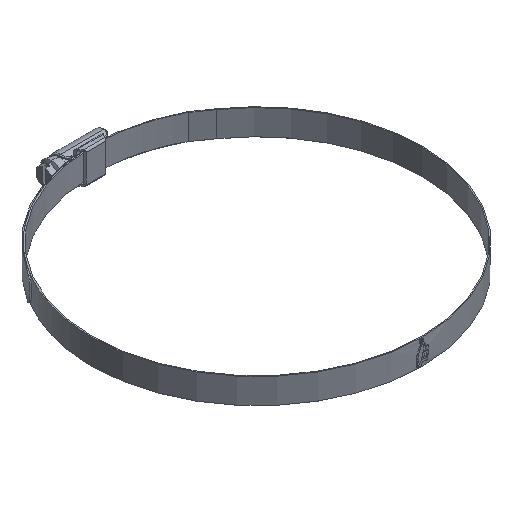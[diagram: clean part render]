
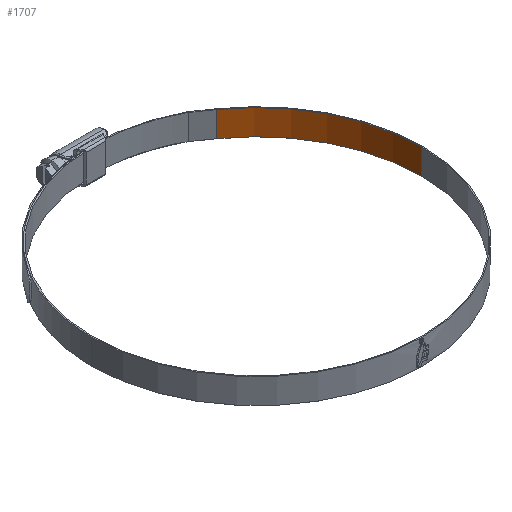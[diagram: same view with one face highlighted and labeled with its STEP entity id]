
A CAD part, isometric view. The second image highlights one B-rep face of the part: STEP entity #1707.
In plain terms, the highlighted cylindrical face has radius 82.5 mm (diameter 165 mm), a partial arc.
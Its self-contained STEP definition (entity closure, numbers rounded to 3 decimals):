
#33 = VECTOR ( 'NONE', #3102, 1000. ) ;
#97 = ORIENTED_EDGE ( 'NONE', *, *, #5111, .T. ) ;
#105 = CARTESIAN_POINT ( 'NONE',  ( 82.5, 0., 6.35 ) ) ;
#657 = VECTOR ( 'NONE', #4306, 1000. ) ;
#728 = CYLINDRICAL_SURFACE ( 'NONE', #2975, 82.5 ) ;
#815 = VERTEX_POINT ( 'NONE', #105 ) ;
#890 = VERTEX_POINT ( 'NONE', #4360 ) ;
#1275 = FACE_OUTER_BOUND ( 'NONE', #2324, .T. ) ;
#1302 = DIRECTION ( 'NONE',  ( 0., 0., 1. ) ) ;
#1616 = ORIENTED_EDGE ( 'NONE', *, *, #6234, .T. ) ;
#1707 = ADVANCED_FACE ( 'NONE', ( #1275 ), #728, .F. ) ;
#1905 = AXIS2_PLACEMENT_3D ( 'NONE', #2945, #3644, #4304 ) ;
#2157 = CARTESIAN_POINT ( 'NONE',  ( 82.5, 0., -6.35 ) ) ;
#2324 = EDGE_LOOP ( 'NONE', ( #3338, #1616, #97, #3314 ) ) ;
#2945 = CARTESIAN_POINT ( 'NONE',  ( 0., 0., 6.35 ) ) ;
#2975 = AXIS2_PLACEMENT_3D ( 'NONE', #7235, #3744, #3621 ) ;
#3066 = LINE ( 'NONE', #4184, #657 ) ;
#3102 = DIRECTION ( 'NONE',  ( 0., 0., -1. ) ) ;
#3314 = ORIENTED_EDGE ( 'NONE', *, *, #5051, .F. ) ;
#3338 = ORIENTED_EDGE ( 'NONE', *, *, #4140, .F. ) ;
#3602 = LINE ( 'NONE', #4340, #33 ) ;
#3621 = DIRECTION ( 'NONE',  ( -1., 0., 0. ) ) ;
#3644 = DIRECTION ( 'NONE',  ( 0., 0., 1. ) ) ;
#3744 = DIRECTION ( 'NONE',  ( 0., 0., -1. ) ) ;
#4069 = CARTESIAN_POINT ( 'NONE',  ( 0., 0., -6.35 ) ) ;
#4133 = VERTEX_POINT ( 'NONE', #7255 ) ;
#4140 = EDGE_CURVE ( 'NONE', #815, #6008, #3602, .T. ) ;
#4184 = CARTESIAN_POINT ( 'NONE',  ( 47.32, 67.58, 6.35 ) ) ;
#4304 = DIRECTION ( 'NONE',  ( 1., 0., 0. ) ) ;
#4306 = DIRECTION ( 'NONE',  ( 0., 0., -1. ) ) ;
#4340 = CARTESIAN_POINT ( 'NONE',  ( 82.5, 0., 6.35 ) ) ;
#4360 = CARTESIAN_POINT ( 'NONE',  ( 47.32, 67.58, 6.35 ) ) ;
#4611 = CIRCLE ( 'NONE', #5356, 82.5 ) ;
#4851 = DIRECTION ( 'NONE',  ( 1., 0., 0. ) ) ;
#5051 = EDGE_CURVE ( 'NONE', #6008, #4133, #4611, .T. ) ;
#5111 = EDGE_CURVE ( 'NONE', #890, #4133, #3066, .T. ) ;
#5356 = AXIS2_PLACEMENT_3D ( 'NONE', #4069, #1302, #4851 ) ;
#6008 = VERTEX_POINT ( 'NONE', #2157 ) ;
#6234 = EDGE_CURVE ( 'NONE', #815, #890, #6601, .T. ) ;
#6601 = CIRCLE ( 'NONE', #1905, 82.5 ) ;
#7235 = CARTESIAN_POINT ( 'NONE',  ( 0., 0., 6.35 ) ) ;
#7255 = CARTESIAN_POINT ( 'NONE',  ( 47.32, 67.58, -6.35 ) ) ;
